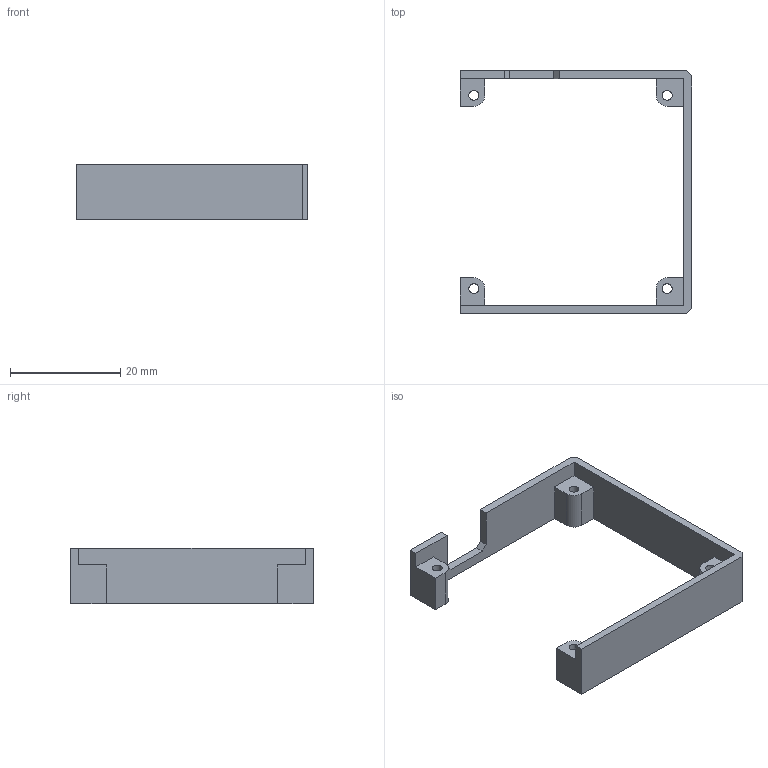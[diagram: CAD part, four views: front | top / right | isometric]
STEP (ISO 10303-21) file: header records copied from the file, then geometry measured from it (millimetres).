
FILE_DESCRIPTION(('FreeCAD Model'),'2;1');
FILE_NAME('4010-blower-mount.step', '2020-03-10T21:13:58',('Author'),(''), 'Open CASCADE STEP processor 7.3','FreeCAD','Unknown');
FILE_SCHEMA(('AUTOMOTIVE_DESIGN { 1 0 10303 214 1 1 1 1 }'));
Length unit declared in the file: millimetre
Products named in the file (1): Cut001_(Solid)
Bounding box: 42 x 44 x 10 mm (x, y, z)
Volume: 2316.2 mm3; surface area: 3192.6 mm2
Topology: 1 solids, 1 shells, 38 faces, 108 edges, 72 vertices
Faces by surface type: plane 30, cylinder 8
Full cylindrical faces by diameter (mm): 1.8 x4
Entity records: 2666 total; most frequent: CARTESIAN_POINT 510, DIRECTION 383, LINE 265, VECTOR 265, ORIENTED_EDGE 216, PCURVE 216, DEFINITIONAL_REPRESENTATION 216, EDGE_CURVE 108
